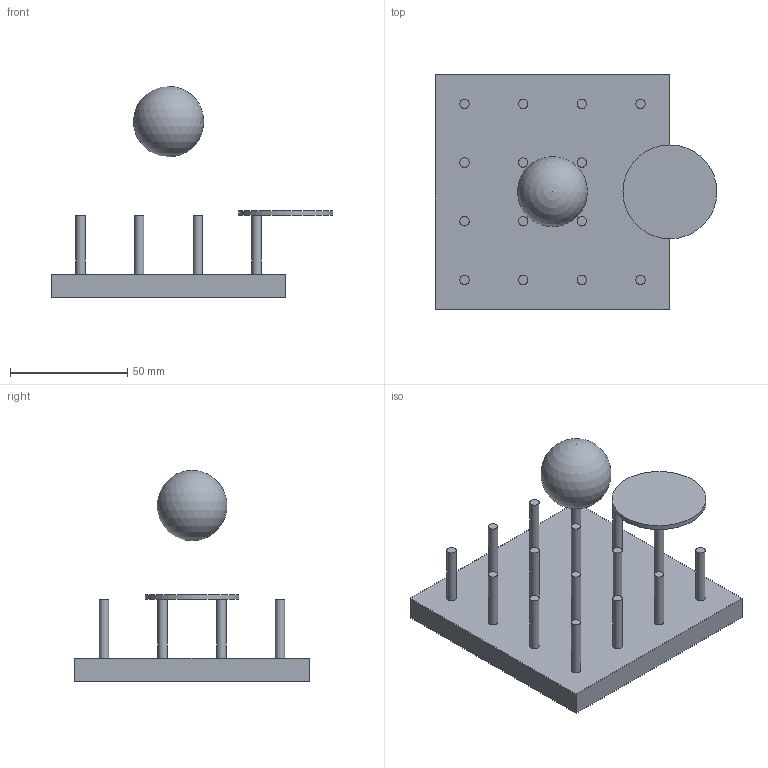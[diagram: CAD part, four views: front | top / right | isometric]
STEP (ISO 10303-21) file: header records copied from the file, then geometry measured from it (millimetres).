
FILE_DESCRIPTION(('Open CASCADE Model'),'2;1');
FILE_NAME('Open CASCADE Shape Model','2024-05-28T13:39:24',('Author'),( 'Open CASCADE'),'Open CASCADE STEP processor 7.7','Open CASCADE 7.7' ,'Unknown');
FILE_SCHEMA(('AUTOMOTIVE_DESIGN { 1 0 10303 214 1 1 1 1 }'));
Length unit declared in the file: millimetre
Products named in the file (3): Open CASCADE STEP translator 7.7 2; Open CASCADE STEP translator 7.7 2.1; Open CASCADE STEP translator 7.7 2.2
Assembly tree (2 placements, depth 2):
  Open CASCADE STEP translator 7.7 2
    Open CASCADE STEP translator 7.7 2.1
    Open CASCADE STEP translator 7.7 2.2
Bounding box: 120 x 100 x 90 mm (x, y, z)
Volume: 121677 mm3; surface area: 34568.3 mm2
Topology: 2 solids, 2 shells, 40 faces, 66 edges, 44 vertices
Faces by surface type: plane 22, cylinder 17, sphere 1
Full cylindrical faces by diameter (mm): 4 x16, 40 x1
Entity records: 1840 total; most frequent: CARTESIAN_POINT 371, DIRECTION 293, ORIENTED_EDGE 126, PCURVE 126, DEFINITIONAL_REPRESENTATION 126, LINE 121, VECTOR 121, AXIS2_PLACEMENT_3D 77
